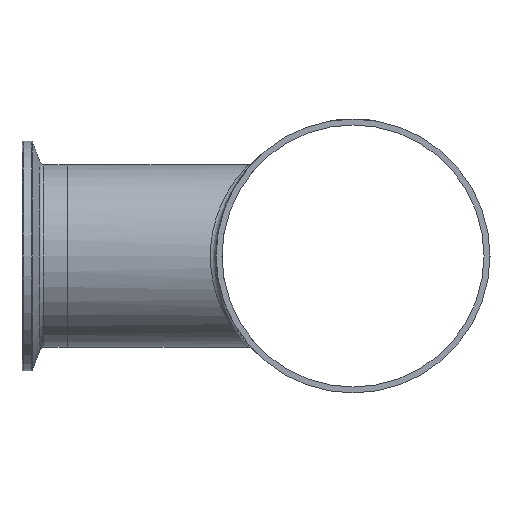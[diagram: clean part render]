
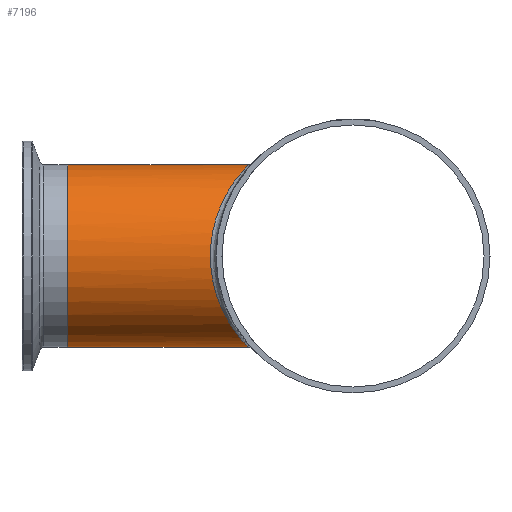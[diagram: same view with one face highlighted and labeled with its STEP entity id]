
A CAD part, left-side view. The second image highlights one B-rep face of the part: STEP entity #7196.
In plain terms, the highlighted cylindrical face has radius 25.4 mm (diameter 50.8 mm), a full revolution.
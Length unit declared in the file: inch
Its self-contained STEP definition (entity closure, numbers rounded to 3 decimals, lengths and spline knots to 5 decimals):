
#143=FACE_BOUND('',#1327,.T.);
#893=FACE_OUTER_BOUND('',#1326,.T.);
#1326=EDGE_LOOP('',(#6667));
#1327=EDGE_LOOP('',(#6668));
#1719=B_SPLINE_CURVE_WITH_KNOTS('',3,(#15672,#15673,#15674,#15675,#15676,
#15677,#15678,#15679,#15680,#15681,#15682,#15683,#15684,#15685,#15686,#15687,
#15688,#15689,#15690,#15691,#15692,#15693,#15694,#15695,#15696),
 .UNSPECIFIED.,.T.,.F.,(4,1,1,1,1,1,1,1,1,1,1,1,1,1,1,1,1,1,1,1,1,1,4),
(0.,0.56948,1.13896,2.27791,2.84739,
3.41687,3.98635,4.55583,5.31513,6.07444,
6.83374,7.59305,8.35235,9.11165,9.87096,
10.63026,11.38957,12.14887,12.90818,13.66748,
14.80644,15.37592,15.9454),.UNSPECIFIED.);
#2824=CIRCLE('',#7616,1.);
#3534=VERTEX_POINT('',#15543);
#3535=VERTEX_POINT('',#15670);
#4587=EDGE_CURVE('',#3534,#3534,#2824,.T.);
#4589=EDGE_CURVE('',#3535,#3535,#1719,.T.);
#6667=ORIENTED_EDGE('',*,*,#4587,.T.);
#6668=ORIENTED_EDGE('',*,*,#4589,.F.);
#6752=CYLINDRICAL_SURFACE('',#7618,1.);
#7196=ADVANCED_FACE('',(#893,#143),#6752,.T.);
#7616=AXIS2_PLACEMENT_3D('',#15544,#8946,#8947);
#7618=AXIS2_PLACEMENT_3D('',#15697,#8950,#8951);
#8946=DIRECTION('center_axis',(0.,-1.,0.));
#8947=DIRECTION('ref_axis',(1.,0.,0.));
#8950=DIRECTION('center_axis',(0.,-1.,0.));
#8951=DIRECTION('ref_axis',(1.,0.,0.));
#15543=CARTESIAN_POINT('',(-1.,3.125,0.));
#15544=CARTESIAN_POINT('Origin',(0.,3.125,0.));
#15670=CARTESIAN_POINT('',(0.,1.14564,1.));
#15672=CARTESIAN_POINT('Ctrl Pts',(0.,1.14562,
1.00001));
#15673=CARTESIAN_POINT('Ctrl Pts',(-0.07756,1.14562,
1.00001));
#15674=CARTESIAN_POINT('Ctrl Pts',(-0.23268,1.16412,
0.98164));
#15675=CARTESIAN_POINT('Ctrl Pts',(-0.51473,1.25764,0.87912));
#15676=CARTESIAN_POINT('Ctrl Pts',(-0.74301,1.38812,
0.69645));
#15677=CARTESIAN_POINT('Ctrl Pts',(-0.90353,1.49386,
0.44789));
#15678=CARTESIAN_POINT('Ctrl Pts',(-0.9817,1.54924,
0.23271));
#15679=CARTESIAN_POINT('Ctrl Pts',(-1.00917,1.56915,0.00005));
#15680=CARTESIAN_POINT('Ctrl Pts',(-0.97865,1.54699,
-0.25876));
#15681=CARTESIAN_POINT('Ctrl Pts',(-0.87271,1.47221,
-0.5176));
#15682=CARTESIAN_POINT('Ctrl Pts',(-0.68752,1.35433,
-0.74502));
#15683=CARTESIAN_POINT('Ctrl Pts',(-0.4481,1.23195,
-0.90987));
#15684=CARTESIAN_POINT('Ctrl Pts',(-0.1589,1.14219,
-1.00377));
#15685=CARTESIAN_POINT('Ctrl Pts',(0.15892,1.14219,-1.00377));
#15686=CARTESIAN_POINT('Ctrl Pts',(0.44812,1.23194,-0.90986));
#15687=CARTESIAN_POINT('Ctrl Pts',(0.68754,1.35435,-0.74502));
#15688=CARTESIAN_POINT('Ctrl Pts',(0.87268,1.47219,-0.51756));
#15689=CARTESIAN_POINT('Ctrl Pts',(0.98839,1.55385,-0.23524));
#15690=CARTESIAN_POINT('Ctrl Pts',(1.01333,1.57232,0.07947));
#15691=CARTESIAN_POINT('Ctrl Pts',(0.94055,1.51929,0.3825));
#15692=CARTESIAN_POINT('Ctrl Pts',(0.762,1.39889,0.68136));
#15693=CARTESIAN_POINT('Ctrl Pts',(0.51474,1.25769,0.87907));
#15694=CARTESIAN_POINT('Ctrl Pts',(0.23268,1.16411,0.98165));
#15695=CARTESIAN_POINT('Ctrl Pts',(0.07756,1.14562,
1.00001));
#15696=CARTESIAN_POINT('Ctrl Pts',(0.,1.14562,
1.00001));
#15697=CARTESIAN_POINT('Origin',(0.,3.125,0.));
